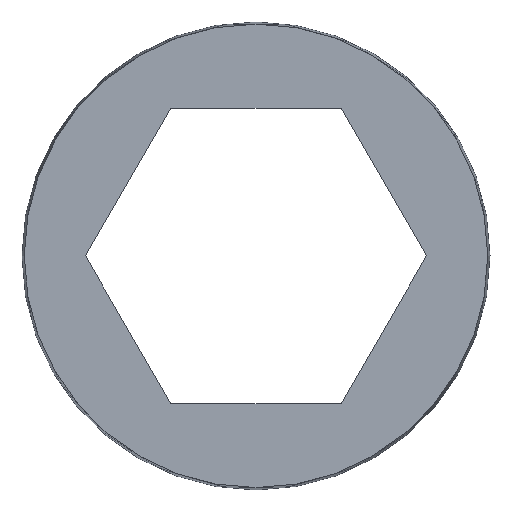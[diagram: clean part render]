
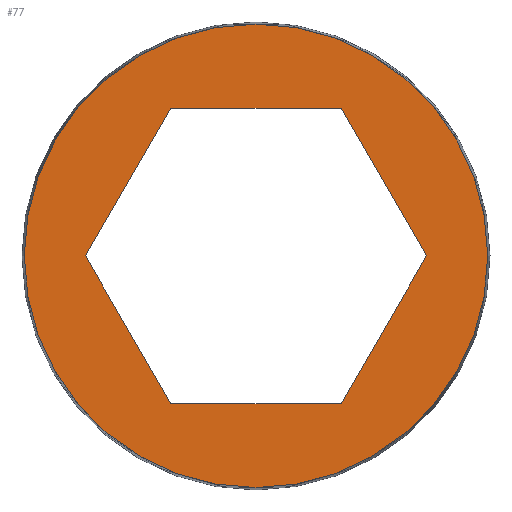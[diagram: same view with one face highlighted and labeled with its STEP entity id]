
A CAD part, top view. The second image highlights one B-rep face of the part: STEP entity #77.
In plain terms, the highlighted planar face has unit normal (0, 0, 1).
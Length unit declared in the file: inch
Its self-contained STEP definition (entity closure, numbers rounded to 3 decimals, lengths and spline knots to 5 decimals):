
#9 = FACE_OUTER_BOUND ( 'NONE', #74, .T. ) ;
#10 = VECTOR ( 'NONE', #249, 39.37008 ) ;
#16 = ORIENTED_EDGE ( 'NONE', *, *, #179, .T. ) ;
#20 = DIRECTION ( 'NONE',  ( 0., 0., 1. ) ) ;
#32 = LINE ( 'NONE', #205, #323 ) ;
#51 = VECTOR ( 'NONE', #344, 39.37008 ) ;
#53 = EDGE_LOOP ( 'NONE', ( #371, #16, #306, #114, #250, #204 ) ) ;
#60 = DIRECTION ( 'NONE',  ( 0.5, 0.866, 0. ) ) ;
#67 = VERTEX_POINT ( 'NONE', #218 ) ;
#71 = LINE ( 'NONE', #278, #200 ) ;
#72 = ORIENTED_EDGE ( 'NONE', *, *, #342, .F. ) ;
#74 = EDGE_LOOP ( 'NONE', ( #277, #72 ) ) ;
#77 = ADVANCED_FACE ( 'NONE', ( #153, #9 ), #337, .T. ) ;
#83 = DIRECTION ( 'NONE',  ( 0., 0., -1. ) ) ;
#84 = CARTESIAN_POINT ( 'NONE',  ( -0.15748, 0., 0.02953 ) ) ;
#87 = DIRECTION ( 'NONE',  ( -1., 0., 0. ) ) ;
#100 = LINE ( 'NONE', #370, #121 ) ;
#108 = CARTESIAN_POINT ( 'NONE',  ( 0., 0., 0.02953 ) ) ;
#114 = ORIENTED_EDGE ( 'NONE', *, *, #159, .T. ) ;
#118 = EDGE_CURVE ( 'NONE', #202, #67, #243, .T. ) ;
#121 = VECTOR ( 'NONE', #311, 39.37008 ) ;
#122 = VERTEX_POINT ( 'NONE', #125 ) ;
#125 = CARTESIAN_POINT ( 'NONE',  ( -0.05796, -0.10039, 0.02953 ) ) ;
#138 = LINE ( 'NONE', #222, #10 ) ;
#140 = CARTESIAN_POINT ( 'NONE',  ( -0.11592, 0., 0.02953 ) ) ;
#144 = EDGE_CURVE ( 'NONE', #155, #199, #100, .T. ) ;
#150 = EDGE_CURVE ( 'NONE', #199, #286, #71, .T. ) ;
#153 = FACE_BOUND ( 'NONE', #53, .T. ) ;
#155 = VERTEX_POINT ( 'NONE', #227 ) ;
#159 = EDGE_CURVE ( 'NONE', #122, #260, #138, .T. ) ;
#166 = DIRECTION ( 'NONE',  ( -1., 0., 0. ) ) ;
#179 = EDGE_CURVE ( 'NONE', #286, #246, #247, .T. ) ;
#191 = CARTESIAN_POINT ( 'NONE',  ( 0.05796, 0.10039, 0.02953 ) ) ;
#198 = CARTESIAN_POINT ( 'NONE',  ( 0.11592, 0., 0.02953 ) ) ;
#199 = VERTEX_POINT ( 'NONE', #191 ) ;
#200 = VECTOR ( 'NONE', #305, 39.37008 ) ;
#202 = VERTEX_POINT ( 'NONE', #84 ) ;
#204 = ORIENTED_EDGE ( 'NONE', *, *, #144, .T. ) ;
#205 = CARTESIAN_POINT ( 'NONE',  ( 0., -0.10039, 0.02953 ) ) ;
#207 = AXIS2_PLACEMENT_3D ( 'NONE', #333, #20, #367 ) ;
#215 = LINE ( 'NONE', #348, #299 ) ;
#217 = EDGE_CURVE ( 'NONE', #246, #122, #32, .T. ) ;
#218 = CARTESIAN_POINT ( 'NONE',  ( 0.15748, 0., 0.02953 ) ) ;
#222 = CARTESIAN_POINT ( 'NONE',  ( -0.05796, -0.10039, 0.02953 ) ) ;
#227 = CARTESIAN_POINT ( 'NONE',  ( -0.05796, 0.10039, 0.02953 ) ) ;
#232 = CARTESIAN_POINT ( 'NONE',  ( 0., 0., 0.02953 ) ) ;
#233 = CARTESIAN_POINT ( 'NONE',  ( 0.05796, -0.10039, 0.02953 ) ) ;
#243 = CIRCLE ( 'NONE', #321, 0.15748 ) ;
#246 = VERTEX_POINT ( 'NONE', #233 ) ;
#247 = LINE ( 'NONE', #341, #51 ) ;
#249 = DIRECTION ( 'NONE',  ( -0.5, 0.866, 0. ) ) ;
#250 = ORIENTED_EDGE ( 'NONE', *, *, #266, .T. ) ;
#253 = DIRECTION ( 'NONE',  ( 0., 0., -1. ) ) ;
#260 = VERTEX_POINT ( 'NONE', #140 ) ;
#266 = EDGE_CURVE ( 'NONE', #260, #155, #215, .T. ) ;
#272 = CIRCLE ( 'NONE', #358, 0.15748 ) ;
#277 = ORIENTED_EDGE ( 'NONE', *, *, #118, .F. ) ;
#278 = CARTESIAN_POINT ( 'NONE',  ( 0.05796, 0.10039, 0.02953 ) ) ;
#286 = VERTEX_POINT ( 'NONE', #198 ) ;
#299 = VECTOR ( 'NONE', #60, 39.37008 ) ;
#305 = DIRECTION ( 'NONE',  ( 0.5, -0.866, 0. ) ) ;
#306 = ORIENTED_EDGE ( 'NONE', *, *, #217, .T. ) ;
#311 = DIRECTION ( 'NONE',  ( 1., 0., 0. ) ) ;
#321 = AXIS2_PLACEMENT_3D ( 'NONE', #108, #83, #376 ) ;
#323 = VECTOR ( 'NONE', #166, 39.37008 ) ;
#333 = CARTESIAN_POINT ( 'NONE',  ( 0., 0., 0.02953 ) ) ;
#337 = PLANE ( 'NONE',  #207 ) ;
#341 = CARTESIAN_POINT ( 'NONE',  ( 0.11592, 0., 0.02953 ) ) ;
#342 = EDGE_CURVE ( 'NONE', #67, #202, #272, .T. ) ;
#344 = DIRECTION ( 'NONE',  ( -0.5, -0.866, 0. ) ) ;
#348 = CARTESIAN_POINT ( 'NONE',  ( -0.11592, 0., 0.02953 ) ) ;
#358 = AXIS2_PLACEMENT_3D ( 'NONE', #232, #253, #87 ) ;
#367 = DIRECTION ( 'NONE',  ( 1., 0., 0. ) ) ;
#370 = CARTESIAN_POINT ( 'NONE',  ( 0., 0.10039, 0.02953 ) ) ;
#371 = ORIENTED_EDGE ( 'NONE', *, *, #150, .T. ) ;
#376 = DIRECTION ( 'NONE',  ( -1., 0., 0. ) ) ;
